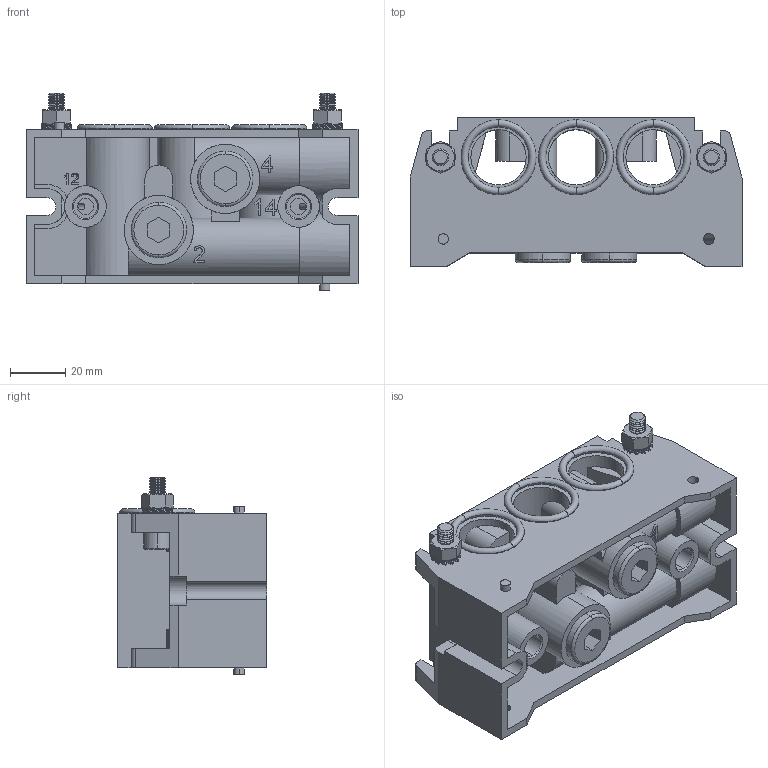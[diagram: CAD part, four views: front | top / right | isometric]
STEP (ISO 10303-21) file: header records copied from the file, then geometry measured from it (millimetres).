
FILE_DESCRIPTION (( 'STEP AP214' ), '1' );
FILE_NAME ('02_001_2.STEP', '2016-01-28T08:12:29', ( '' ), ( '' ), 'SwSTEP 2.0', 'SolidWorks 2016', '' );
FILE_SCHEMA (( 'AUTOMOTIVE_DESIGN' ));
Length unit declared in the file: millimetre
Products named in the file (1): 02_001_2
Bounding box: 120 x 54 x 71.5 mm (x, y, z)
Volume: 149898 mm3; surface area: 78456.8 mm2
Topology: 10 solids, 10 shells, 2678 faces, 7850 edges, 5212 vertices
Faces by surface type: cylinder 2080, plane 387, cone 152, bspline 31, torus 28
Entity records: 108165 total; most frequent: CARTESIAN_POINT 45520, ORIENTED_EDGE 15700, DIRECTION 8020, EDGE_CURVE 7850, B_SPLINE_CURVE_WITH_KNOTS 5724, VERTEX_POINT 5212, AXIS2_PLACEMENT_3D 3311, EDGE_LOOP 2752
